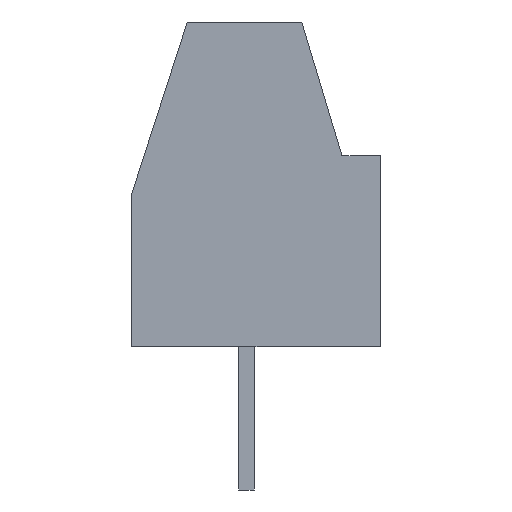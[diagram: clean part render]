
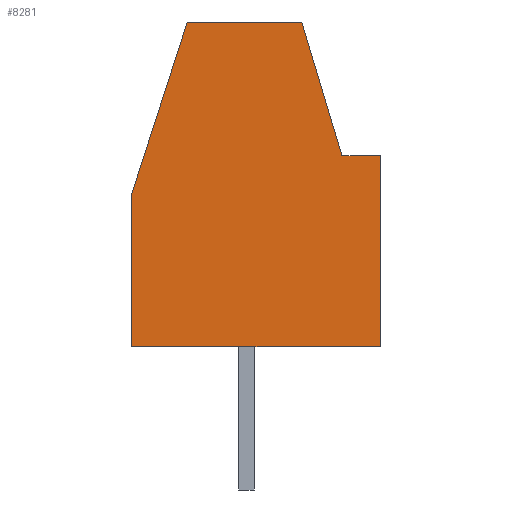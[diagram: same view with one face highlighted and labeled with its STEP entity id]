
A CAD part, left-side view. The second image highlights one B-rep face of the part: STEP entity #8281.
In plain terms, the highlighted planar face has unit normal (-1, 0, 0).
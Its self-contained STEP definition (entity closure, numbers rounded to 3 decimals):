
#7178 = VERTEX_POINT('',#7179);
#7179 = CARTESIAN_POINT('',(0.,-3.5,0.)
  );
#7188 = PLANE('',#7189);
#7189 = AXIS2_PLACEMENT_3D('',#7190,#7191,#7192);
#7190 = CARTESIAN_POINT('',(0.,-3.5,0.));
#7191 = DIRECTION('',(0.,-1.,0.));
#7192 = DIRECTION('',(0.,0.,1.));
#7200 = PLANE('',#7201);
#7201 = AXIS2_PLACEMENT_3D('',#7202,#7203,#7204);
#7202 = CARTESIAN_POINT('',(0.,-3.5,0.));
#7203 = DIRECTION('',(0.,0.,1.));
#7204 = DIRECTION('',(0.,1.,0.));
#7241 = VERTEX_POINT('',#7242);
#7242 = CARTESIAN_POINT('',(0.,-3.5,5.));
#7256 = PLANE('',#7257);
#7257 = AXIS2_PLACEMENT_3D('',#7258,#7259,#7260);
#7258 = CARTESIAN_POINT('',(0.,-3.5,5.));
#7259 = DIRECTION('',(0.,0.,1.));
#7260 = DIRECTION('',(0.,1.,0.));
#7268 = EDGE_CURVE('',#7178,#7241,#7269,.T.);
#7269 = SURFACE_CURVE('',#7270,(#7274,#7281),.PCURVE_S1.);
#7270 = LINE('',#7271,#7272);
#7271 = CARTESIAN_POINT('',(0.,-3.5,0.));
#7272 = VECTOR('',#7273,1.);
#7273 = DIRECTION('',(0.,0.,1.));
#7274 = PCURVE('',#7188,#7275);
#7275 = DEFINITIONAL_REPRESENTATION('',(#7276),#7280);
#7276 = LINE('',#7277,#7278);
#7277 = CARTESIAN_POINT('',(0.,0.));
#7278 = VECTOR('',#7279,1.);
#7279 = DIRECTION('',(1.,0.));
#7280 = ( GEOMETRIC_REPRESENTATION_CONTEXT(2) 
PARAMETRIC_REPRESENTATION_CONTEXT() REPRESENTATION_CONTEXT('2D SPACE',''
  ) );
#7281 = PCURVE('',#7282,#7287);
#7282 = PLANE('',#7283);
#7283 = AXIS2_PLACEMENT_3D('',#7284,#7285,#7286);
#7284 = CARTESIAN_POINT('',(0.,-0.231,
    3.774));
#7285 = DIRECTION('',(1.,0.,0.));
#7286 = DIRECTION('',(0.,0.,1.));
#7287 = DEFINITIONAL_REPRESENTATION('',(#7288),#7292);
#7288 = LINE('',#7289,#7290);
#7289 = CARTESIAN_POINT('',(-3.774,3.269));
#7290 = VECTOR('',#7291,1.);
#7291 = DIRECTION('',(1.,0.));
#7292 = ( GEOMETRIC_REPRESENTATION_CONTEXT(2) 
PARAMETRIC_REPRESENTATION_CONTEXT() REPRESENTATION_CONTEXT('2D SPACE',''
  ) );
#8234 = VERTEX_POINT('',#8235);
#8235 = CARTESIAN_POINT('',(0.,3.,0.));
#8249 = PLANE('',#8250);
#8250 = AXIS2_PLACEMENT_3D('',#8251,#8252,#8253);
#8251 = CARTESIAN_POINT('',(0.,3.,0.)
  );
#8252 = DIRECTION('',(0.,-1.,0.));
#8253 = DIRECTION('',(0.,0.,1.));
#8261 = EDGE_CURVE('',#7178,#8234,#8262,.T.);
#8262 = SURFACE_CURVE('',#8263,(#8267,#8274),.PCURVE_S1.);
#8263 = LINE('',#8264,#8265);
#8264 = CARTESIAN_POINT('',(0.,-3.5,0.));
#8265 = VECTOR('',#8266,1.);
#8266 = DIRECTION('',(0.,1.,0.));
#8267 = PCURVE('',#7200,#8268);
#8268 = DEFINITIONAL_REPRESENTATION('',(#8269),#8273);
#8269 = LINE('',#8270,#8271);
#8270 = CARTESIAN_POINT('',(0.,0.));
#8271 = VECTOR('',#8272,1.);
#8272 = DIRECTION('',(1.,0.));
#8273 = ( GEOMETRIC_REPRESENTATION_CONTEXT(2) 
PARAMETRIC_REPRESENTATION_CONTEXT() REPRESENTATION_CONTEXT('2D SPACE',''
  ) );
#8274 = PCURVE('',#7282,#8275);
#8275 = DEFINITIONAL_REPRESENTATION('',(#8276),#8280);
#8276 = LINE('',#8277,#8278);
#8277 = CARTESIAN_POINT('',(-3.774,3.269));
#8278 = VECTOR('',#8279,1.);
#8279 = DIRECTION('',(0.,-1.));
#8280 = ( GEOMETRIC_REPRESENTATION_CONTEXT(2) 
PARAMETRIC_REPRESENTATION_CONTEXT() REPRESENTATION_CONTEXT('2D SPACE',''
  ) );
#8281 = ADVANCED_FACE('',(#8282),#7282,.F.);
#8282 = FACE_BOUND('',#8283,.F.);
#8283 = EDGE_LOOP('',(#8284,#8285,#8286,#8309,#8337,#8365,#8393));
#8284 = ORIENTED_EDGE('',*,*,#7268,.F.);
#8285 = ORIENTED_EDGE('',*,*,#8261,.T.);
#8286 = ORIENTED_EDGE('',*,*,#8287,.T.);
#8287 = EDGE_CURVE('',#8234,#8288,#8290,.T.);
#8288 = VERTEX_POINT('',#8289);
#8289 = CARTESIAN_POINT('',(0.,3.,4.));
#8290 = SURFACE_CURVE('',#8291,(#8295,#8302),.PCURVE_S1.);
#8291 = LINE('',#8292,#8293);
#8292 = CARTESIAN_POINT('',(0.,3.,0.));
#8293 = VECTOR('',#8294,1.);
#8294 = DIRECTION('',(0.,0.,1.));
#8295 = PCURVE('',#7282,#8296);
#8296 = DEFINITIONAL_REPRESENTATION('',(#8297),#8301);
#8297 = LINE('',#8298,#8299);
#8298 = CARTESIAN_POINT('',(-3.774,-3.231));
#8299 = VECTOR('',#8300,1.);
#8300 = DIRECTION('',(1.,0.));
#8301 = ( GEOMETRIC_REPRESENTATION_CONTEXT(2) 
PARAMETRIC_REPRESENTATION_CONTEXT() REPRESENTATION_CONTEXT('2D SPACE',''
  ) );
#8302 = PCURVE('',#8249,#8303);
#8303 = DEFINITIONAL_REPRESENTATION('',(#8304),#8308);
#8304 = LINE('',#8305,#8306);
#8305 = CARTESIAN_POINT('',(0.,0.));
#8306 = VECTOR('',#8307,1.);
#8307 = DIRECTION('',(1.,0.));
#8308 = ( GEOMETRIC_REPRESENTATION_CONTEXT(2) 
PARAMETRIC_REPRESENTATION_CONTEXT() REPRESENTATION_CONTEXT('2D SPACE',''
  ) );
#8309 = ORIENTED_EDGE('',*,*,#8310,.F.);
#8310 = EDGE_CURVE('',#8311,#8288,#8313,.T.);
#8311 = VERTEX_POINT('',#8312);
#8312 = CARTESIAN_POINT('',(0.,1.551,8.5));
#8313 = SURFACE_CURVE('',#8314,(#8318,#8325),.PCURVE_S1.);
#8314 = LINE('',#8315,#8316);
#8315 = CARTESIAN_POINT('',(0.,1.551,8.5));
#8316 = VECTOR('',#8317,1.);
#8317 = DIRECTION('',(0.,0.307,-0.952)
  );
#8318 = PCURVE('',#7282,#8319);
#8319 = DEFINITIONAL_REPRESENTATION('',(#8320),#8324);
#8320 = LINE('',#8321,#8322);
#8321 = CARTESIAN_POINT('',(4.726,-1.781));
#8322 = VECTOR('',#8323,1.);
#8323 = DIRECTION('',(-0.952,-0.307));
#8324 = ( GEOMETRIC_REPRESENTATION_CONTEXT(2) 
PARAMETRIC_REPRESENTATION_CONTEXT() REPRESENTATION_CONTEXT('2D SPACE',''
  ) );
#8325 = PCURVE('',#8326,#8331);
#8326 = PLANE('',#8327);
#8327 = AXIS2_PLACEMENT_3D('',#8328,#8329,#8330);
#8328 = CARTESIAN_POINT('',(0.,1.551,8.5));
#8329 = DIRECTION('',(0.,0.952,0.307)
  );
#8330 = DIRECTION('',(0.,0.307,-0.952)
  );
#8331 = DEFINITIONAL_REPRESENTATION('',(#8332),#8336);
#8332 = LINE('',#8333,#8334);
#8333 = CARTESIAN_POINT('',(0.,0.));
#8334 = VECTOR('',#8335,1.);
#8335 = DIRECTION('',(1.,0.));
#8336 = ( GEOMETRIC_REPRESENTATION_CONTEXT(2) 
PARAMETRIC_REPRESENTATION_CONTEXT() REPRESENTATION_CONTEXT('2D SPACE',''
  ) );
#8337 = ORIENTED_EDGE('',*,*,#8338,.F.);
#8338 = EDGE_CURVE('',#8339,#8311,#8341,.T.);
#8339 = VERTEX_POINT('',#8340);
#8340 = CARTESIAN_POINT('',(0.,-1.449,8.5));
#8341 = SURFACE_CURVE('',#8342,(#8346,#8353),.PCURVE_S1.);
#8342 = LINE('',#8343,#8344);
#8343 = CARTESIAN_POINT('',(0.,-1.449,8.5));
#8344 = VECTOR('',#8345,1.);
#8345 = DIRECTION('',(0.,1.,0.));
#8346 = PCURVE('',#7282,#8347);
#8347 = DEFINITIONAL_REPRESENTATION('',(#8348),#8352);
#8348 = LINE('',#8349,#8350);
#8349 = CARTESIAN_POINT('',(4.726,1.219));
#8350 = VECTOR('',#8351,1.);
#8351 = DIRECTION('',(0.,-1.));
#8352 = ( GEOMETRIC_REPRESENTATION_CONTEXT(2) 
PARAMETRIC_REPRESENTATION_CONTEXT() REPRESENTATION_CONTEXT('2D SPACE',''
  ) );
#8353 = PCURVE('',#8354,#8359);
#8354 = PLANE('',#8355);
#8355 = AXIS2_PLACEMENT_3D('',#8356,#8357,#8358);
#8356 = CARTESIAN_POINT('',(0.,-1.449,8.5));
#8357 = DIRECTION('',(0.,0.,1.));
#8358 = DIRECTION('',(0.,1.,0.));
#8359 = DEFINITIONAL_REPRESENTATION('',(#8360),#8364);
#8360 = LINE('',#8361,#8362);
#8361 = CARTESIAN_POINT('',(0.,0.));
#8362 = VECTOR('',#8363,1.);
#8363 = DIRECTION('',(1.,0.));
#8364 = ( GEOMETRIC_REPRESENTATION_CONTEXT(2) 
PARAMETRIC_REPRESENTATION_CONTEXT() REPRESENTATION_CONTEXT('2D SPACE',''
  ) );
#8365 = ORIENTED_EDGE('',*,*,#8366,.F.);
#8366 = EDGE_CURVE('',#8367,#8339,#8369,.T.);
#8367 = VERTEX_POINT('',#8368);
#8368 = CARTESIAN_POINT('',(0.,-2.5,5.));
#8369 = SURFACE_CURVE('',#8370,(#8374,#8381),.PCURVE_S1.);
#8370 = LINE('',#8371,#8372);
#8371 = CARTESIAN_POINT('',(0.,-2.5,5.));
#8372 = VECTOR('',#8373,1.);
#8373 = DIRECTION('',(0.,0.288,0.958)
  );
#8374 = PCURVE('',#7282,#8375);
#8375 = DEFINITIONAL_REPRESENTATION('',(#8376),#8380);
#8376 = LINE('',#8377,#8378);
#8377 = CARTESIAN_POINT('',(1.226,2.269));
#8378 = VECTOR('',#8379,1.);
#8379 = DIRECTION('',(0.958,-0.288));
#8380 = ( GEOMETRIC_REPRESENTATION_CONTEXT(2) 
PARAMETRIC_REPRESENTATION_CONTEXT() REPRESENTATION_CONTEXT('2D SPACE',''
  ) );
#8381 = PCURVE('',#8382,#8387);
#8382 = PLANE('',#8383);
#8383 = AXIS2_PLACEMENT_3D('',#8384,#8385,#8386);
#8384 = CARTESIAN_POINT('',(0.,-2.5,5.));
#8385 = DIRECTION('',(0.,-0.958,0.288)
  );
#8386 = DIRECTION('',(0.,0.288,0.958)
  );
#8387 = DEFINITIONAL_REPRESENTATION('',(#8388),#8392);
#8388 = LINE('',#8389,#8390);
#8389 = CARTESIAN_POINT('',(0.,0.));
#8390 = VECTOR('',#8391,1.);
#8391 = DIRECTION('',(1.,0.));
#8392 = ( GEOMETRIC_REPRESENTATION_CONTEXT(2) 
PARAMETRIC_REPRESENTATION_CONTEXT() REPRESENTATION_CONTEXT('2D SPACE',''
  ) );
#8393 = ORIENTED_EDGE('',*,*,#8394,.F.);
#8394 = EDGE_CURVE('',#7241,#8367,#8395,.T.);
#8395 = SURFACE_CURVE('',#8396,(#8400,#8407),.PCURVE_S1.);
#8396 = LINE('',#8397,#8398);
#8397 = CARTESIAN_POINT('',(0.,-3.5,5.));
#8398 = VECTOR('',#8399,1.);
#8399 = DIRECTION('',(0.,1.,0.));
#8400 = PCURVE('',#7282,#8401);
#8401 = DEFINITIONAL_REPRESENTATION('',(#8402),#8406);
#8402 = LINE('',#8403,#8404);
#8403 = CARTESIAN_POINT('',(1.226,3.269));
#8404 = VECTOR('',#8405,1.);
#8405 = DIRECTION('',(0.,-1.));
#8406 = ( GEOMETRIC_REPRESENTATION_CONTEXT(2) 
PARAMETRIC_REPRESENTATION_CONTEXT() REPRESENTATION_CONTEXT('2D SPACE',''
  ) );
#8407 = PCURVE('',#7256,#8408);
#8408 = DEFINITIONAL_REPRESENTATION('',(#8409),#8413);
#8409 = LINE('',#8410,#8411);
#8410 = CARTESIAN_POINT('',(0.,0.));
#8411 = VECTOR('',#8412,1.);
#8412 = DIRECTION('',(1.,0.));
#8413 = ( GEOMETRIC_REPRESENTATION_CONTEXT(2) 
PARAMETRIC_REPRESENTATION_CONTEXT() REPRESENTATION_CONTEXT('2D SPACE',''
  ) );
